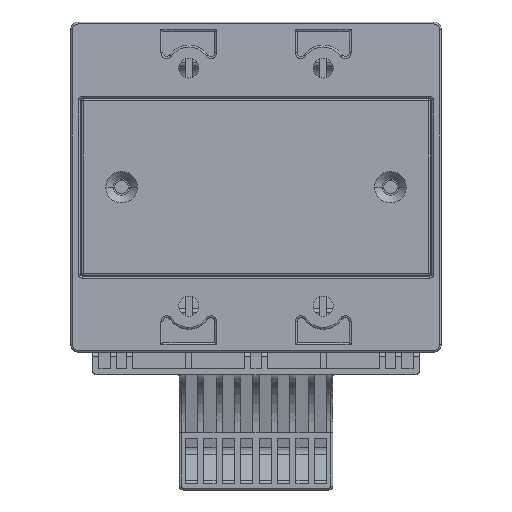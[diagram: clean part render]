
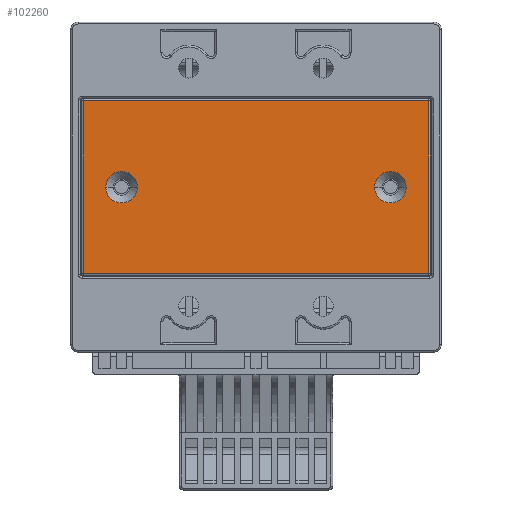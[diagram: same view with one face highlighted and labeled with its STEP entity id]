
A CAD part, front view. The second image highlights one B-rep face of the part: STEP entity #102260.
In plain terms, the highlighted face is planar.
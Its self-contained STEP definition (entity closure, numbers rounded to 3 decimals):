
#100872=DIRECTION('',(0.,0.,1.));
#100873=VECTOR('',#100872,45.);
#100874=CARTESIAN_POINT('',(-45.,1.8,-22.5));
#100875=LINE('',#100874,#100873);
#100876=DIRECTION('',(-1.,0.,0.));
#100877=VECTOR('',#100876,90.);
#100878=CARTESIAN_POINT('',(45.,1.8,-22.5));
#100879=LINE('',#100878,#100877);
#100880=DIRECTION('',(0.,0.,-1.));
#100881=VECTOR('',#100880,45.);
#100882=CARTESIAN_POINT('',(45.,1.8,22.5));
#100883=LINE('',#100882,#100881);
#100884=DIRECTION('',(1.,0.,0.));
#100885=VECTOR('',#100884,90.);
#100886=CARTESIAN_POINT('',(-45.,1.8,22.5));
#100887=LINE('',#100886,#100885);
#100888=CARTESIAN_POINT('',(-35.,1.8,0.));
#100889=DIRECTION('',(0.,1.,0.));
#100890=DIRECTION('',(-1.,0.,0.));
#100891=AXIS2_PLACEMENT_3D('',#100888,#100889,#100890);
#100893=CARTESIAN_POINT('',(-35.,1.8,0.));
#100894=DIRECTION('',(0.,1.,0.));
#100895=DIRECTION('',(1.,0.,0.));
#100896=AXIS2_PLACEMENT_3D('',#100893,#100894,#100895);
#100898=CARTESIAN_POINT('',(35.,1.8,0.));
#100899=DIRECTION('',(0.,1.,0.));
#100900=DIRECTION('',(-1.,0.,0.));
#100901=AXIS2_PLACEMENT_3D('',#100898,#100899,#100900);
#100903=CARTESIAN_POINT('',(35.,1.8,0.));
#100904=DIRECTION('',(0.,1.,0.));
#100905=DIRECTION('',(1.,0.,0.));
#100906=AXIS2_PLACEMENT_3D('',#100903,#100904,#100905);
#101369=CARTESIAN_POINT('',(-45.,1.8,-22.5));
#101370=CARTESIAN_POINT('',(-45.,1.8,22.5));
#101371=VERTEX_POINT('',#101369);
#101372=VERTEX_POINT('',#101370);
#101377=CARTESIAN_POINT('',(45.,1.8,22.5));
#101378=VERTEX_POINT('',#101377);
#101383=CARTESIAN_POINT('',(45.,1.8,-22.5));
#101384=VERTEX_POINT('',#101383);
#101397=CARTESIAN_POINT('',(-39.1,1.8,0.));
#101398=CARTESIAN_POINT('',(-30.9,1.8,0.));
#101399=VERTEX_POINT('',#101397);
#101400=VERTEX_POINT('',#101398);
#101401=CARTESIAN_POINT('',(30.9,1.8,0.));
#101402=CARTESIAN_POINT('',(39.1,1.8,0.));
#101403=VERTEX_POINT('',#101401);
#101404=VERTEX_POINT('',#101402);
#102234=CARTESIAN_POINT('',(0.,1.8,0.));
#102235=DIRECTION('',(0.,1.,0.));
#102236=DIRECTION('',(1.,0.,0.));
#102237=AXIS2_PLACEMENT_3D('',#102234,#102235,#102236);
#102238=PLANE('',#102237);
#102240=ORIENTED_EDGE('',*,*,#102239,.F.);
#102242=ORIENTED_EDGE('',*,*,#102241,.F.);
#102244=ORIENTED_EDGE('',*,*,#102243,.F.);
#102245=ORIENTED_EDGE('',*,*,#102224,.F.);
#102246=EDGE_LOOP('',(#102240,#102242,#102244,#102245));
#102247=FACE_OUTER_BOUND('',#102246,.F.);
#102249=ORIENTED_EDGE('',*,*,#102248,.T.);
#102251=ORIENTED_EDGE('',*,*,#102250,.T.);
#102252=EDGE_LOOP('',(#102249,#102251));
#102253=FACE_BOUND('',#102252,.F.);
#102255=ORIENTED_EDGE('',*,*,#102254,.T.);
#102257=ORIENTED_EDGE('',*,*,#102256,.T.);
#102258=EDGE_LOOP('',(#102255,#102257));
#102259=FACE_BOUND('',#102258,.F.);
#100892=CIRCLE('',#100891,4.1);
#100897=CIRCLE('',#100896,4.1);
#100902=CIRCLE('',#100901,4.1);
#100907=CIRCLE('',#100906,4.1);
#102224=EDGE_CURVE('',#101372,#101378,#100887,.T.);
#102239=EDGE_CURVE('',#101371,#101372,#100875,.T.);
#102241=EDGE_CURVE('',#101384,#101371,#100879,.T.);
#102243=EDGE_CURVE('',#101378,#101384,#100883,.T.);
#102248=EDGE_CURVE('',#101399,#101400,#100892,.T.);
#102250=EDGE_CURVE('',#101400,#101399,#100897,.T.);
#102254=EDGE_CURVE('',#101403,#101404,#100902,.T.);
#102256=EDGE_CURVE('',#101404,#101403,#100907,.T.);
#102260=ADVANCED_FACE('',(#102247,#102253,#102259),#102238,.T.);
